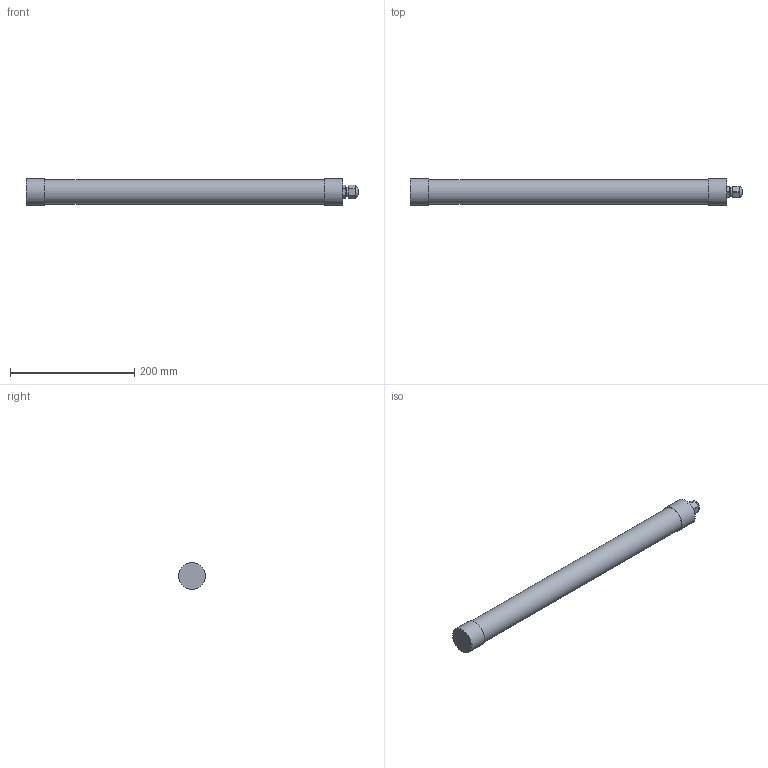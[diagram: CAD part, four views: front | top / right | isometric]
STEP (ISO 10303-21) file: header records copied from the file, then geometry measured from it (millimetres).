
FILE_DESCRIPTION(/* description */ (''),/* implementation_level */ '2;1');
FILE_NAME(/* name */ 'KE-LED-EA 4012-P MOD 24.stp',/* time_stamp */ '2025-05-15T12:25:27+02:00',/* author */ ('stree'),/* organization */ (''),/* preprocessor_version */ 'ST-DEVELOPER v20.1',/* originating_system */ 'Autodesk Inventor 2026',/* authorisation */ '');
FILE_SCHEMA (('AUTOMOTIVE_DESIGN { 1 0 10303 214 3 1 1 }'));
Length unit declared in the file: millimetre
Products named in the file (7): KE-LED-EA 4012-P MOD 24 Baugruppe; Kabelverschraubung M16; KE-LED-EA 4006-P MOD 24 Kappe Oben; KE-LED-EA 4006-P MOD 24 Kappe Unten; KE-LED-EA 40..-P MOD 24 Platine Oben; KE-LED-EA 40..-P MOD 24 Platine Unten; KE-LED-EA 4012-P MOD 24 Rohr
Assembly tree (6 placements, depth 2):
  KE-LED-EA 4012-P MOD 24 Baugruppe
    Kabelverschraubung M16
    KE-LED-EA 4006-P MOD 24 Kappe Oben
    KE-LED-EA 4006-P MOD 24 Kappe Unten
    KE-LED-EA 40..-P MOD 24 Platine Oben
    KE-LED-EA 40..-P MOD 24 Platine Unten
    KE-LED-EA 4012-P MOD 24 Rohr
Bounding box: 534.75 x 43 x 43 mm (x, y, z)
Volume: 226585 mm3; surface area: 176866.7 mm2
Topology: 6 solids, 6 shells, 99 faces, 204 edges, 136 vertices
Faces by surface type: plane 51, cylinder 35, torus 12, bspline 1
Full cylindrical faces by diameter (mm): 3 x12, 7 x1, 13 x1, 15.3 x1, 16 x2, 34 x1, 40 x3, 43 x2
Entity records: 3023 total; most frequent: DIRECTION 535, CARTESIAN_POINT 478, ORIENTED_EDGE 408, AXIS2_PLACEMENT_3D 220, EDGE_CURVE 204, VERTEX_POINT 136, EDGE_LOOP 124, CIRCLE 109
